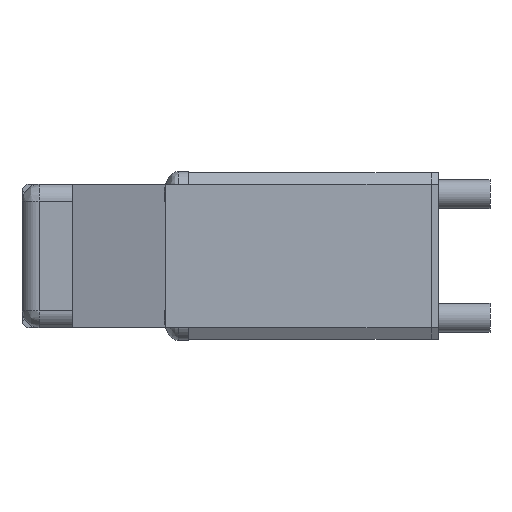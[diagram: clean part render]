
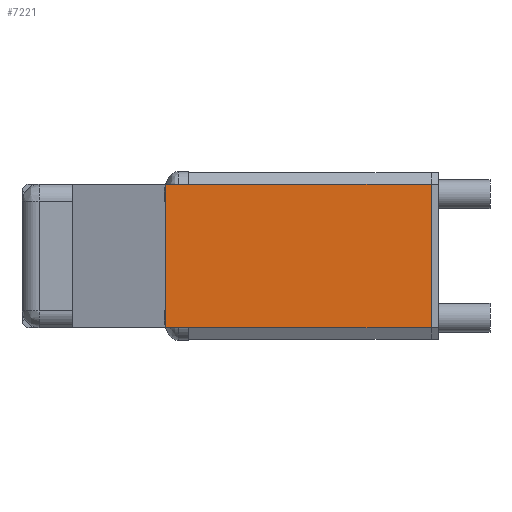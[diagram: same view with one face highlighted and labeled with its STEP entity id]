
A CAD part, left-side view. The second image highlights one B-rep face of the part: STEP entity #7221.
In plain terms, the highlighted planar face has unit normal (-1, 0, 0).
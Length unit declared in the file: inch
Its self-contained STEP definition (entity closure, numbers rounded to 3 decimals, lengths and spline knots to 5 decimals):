
#309 = EDGE_CURVE ( 'NONE', #13455, #7680, #5971, .T. ) ;
#944 = ORIENTED_EDGE ( 'NONE', *, *, #12867, .T. ) ;
#1021 = DIRECTION ( 'NONE',  ( 0., 0., 1. ) ) ;
#1058 = CARTESIAN_POINT ( 'NONE',  ( -0.88583, 0., -0.19685 ) ) ;
#1248 = ORIENTED_EDGE ( 'NONE', *, *, #309, .T. ) ;
#1338 = LINE ( 'NONE', #1058, #11717 ) ;
#2227 = FACE_OUTER_BOUND ( 'NONE', #6766, .T. ) ;
#2939 = CARTESIAN_POINT ( 'NONE',  ( -0.88583, 0.72835, 0.19685 ) ) ;
#3098 = VECTOR ( 'NONE', #1021, 39.37008 ) ;
#3382 = LINE ( 'NONE', #6559, #3098 ) ;
#4023 = CARTESIAN_POINT ( 'NONE',  ( -0.88583, 0., 0.19685 ) ) ;
#4935 = LINE ( 'NONE', #6825, #9917 ) ;
#5948 = EDGE_CURVE ( 'NONE', #7263, #6940, #1338, .T. ) ;
#5971 = LINE ( 'NONE', #12508, #7735 ) ;
#5973 = DIRECTION ( 'NONE',  ( 0., 1., 0. ) ) ;
#6151 = CARTESIAN_POINT ( 'NONE',  ( -0.88583, 0.72835, -0.19685 ) ) ;
#6559 = CARTESIAN_POINT ( 'NONE',  ( -0.88583, 0., 0.19685 ) ) ;
#6766 = EDGE_LOOP ( 'NONE', ( #944, #1248, #11283, #12949 ) ) ;
#6825 = CARTESIAN_POINT ( 'NONE',  ( -0.88583, 0.72835, 0.19685 ) ) ;
#6940 = VERTEX_POINT ( 'NONE', #6151 ) ;
#7085 = DIRECTION ( 'NONE',  ( 0., 1., 0. ) ) ;
#7221 = ADVANCED_FACE ( 'NONE', ( #2227 ), #9232, .F. ) ;
#7263 = VERTEX_POINT ( 'NONE', #13747 ) ;
#7680 = VERTEX_POINT ( 'NONE', #2939 ) ;
#7735 = VECTOR ( 'NONE', #7085, 39.37008 ) ;
#8707 = DIRECTION ( 'NONE',  ( 0., 1., 0. ) ) ;
#9232 = PLANE ( 'NONE',  #10344 ) ;
#9917 = VECTOR ( 'NONE', #12467, 39.37008 ) ;
#10344 = AXIS2_PLACEMENT_3D ( 'NONE', #11389, #11601, #5973 ) ;
#11283 = ORIENTED_EDGE ( 'NONE', *, *, #13591, .T. ) ;
#11389 = CARTESIAN_POINT ( 'NONE',  ( -0.88583, 0.72835, 0.19685 ) ) ;
#11601 = DIRECTION ( 'NONE',  ( 1., 0., 0. ) ) ;
#11717 = VECTOR ( 'NONE', #8707, 39.37008 ) ;
#12467 = DIRECTION ( 'NONE',  ( 0., 0., -1. ) ) ;
#12508 = CARTESIAN_POINT ( 'NONE',  ( -0.88583, 0., 0.19685 ) ) ;
#12867 = EDGE_CURVE ( 'NONE', #7263, #13455, #3382, .T. ) ;
#12949 = ORIENTED_EDGE ( 'NONE', *, *, #5948, .F. ) ;
#13455 = VERTEX_POINT ( 'NONE', #4023 ) ;
#13591 = EDGE_CURVE ( 'NONE', #7680, #6940, #4935, .T. ) ;
#13747 = CARTESIAN_POINT ( 'NONE',  ( -0.88583, 0., -0.19685 ) ) ;
